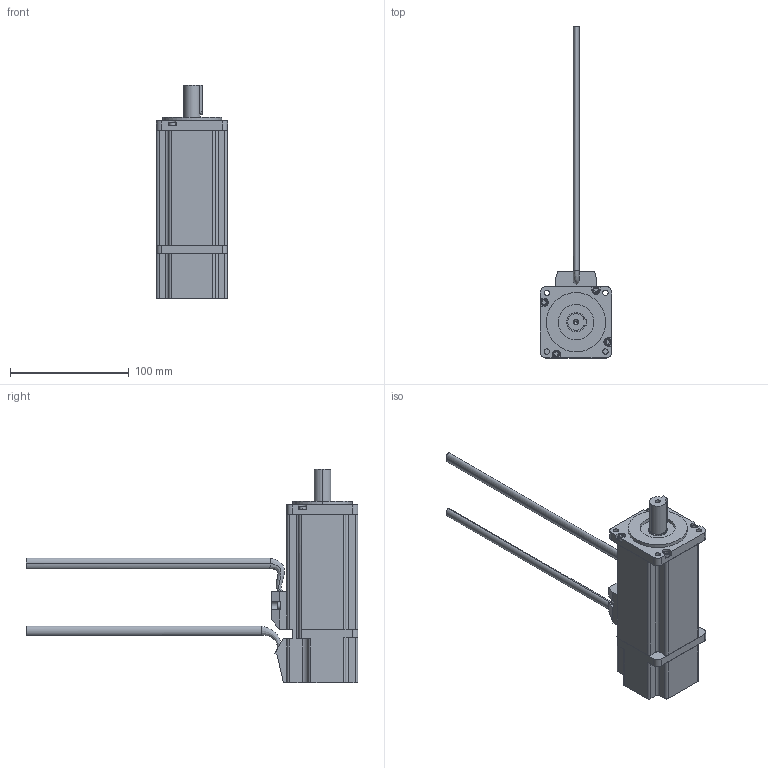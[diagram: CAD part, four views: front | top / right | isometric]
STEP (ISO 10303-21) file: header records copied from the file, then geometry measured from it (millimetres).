
FILE_DESCRIPTION (( 'STEP AP214' ), '1' );
FILE_NAME ('HPM60-03-90-01 Rev 1.STEP', '2017-03-24T14:10:28', ( '' ), ( '' ), 'SwSTEP 2.0', 'SolidWorks 2015', '' );
FILE_SCHEMA (( 'AUTOMOTIVE_DESIGN' ));
Length unit declared in the file: millimetre
Products named in the file (1): HPM60-03-90-01 Rev 1
Bounding box: 60.1 x 279.9 x 180 mm (x, y, z)
Volume: 511780.3 mm3; surface area: 57054.5 mm2
Topology: 1 solids, 1 shells, 220 faces, 581 edges, 378 vertices
Faces by surface type: plane 130, cylinder 68, cone 14, bspline 8
Entity records: 8563 total; most frequent: CARTESIAN_POINT 1746, ORIENTED_EDGE 1158, DIRECTION 1143, EDGE_CURVE 579, VECTOR 405, LINE 405, VERTEX_POINT 378, AXIS2_PLACEMENT_3D 369
